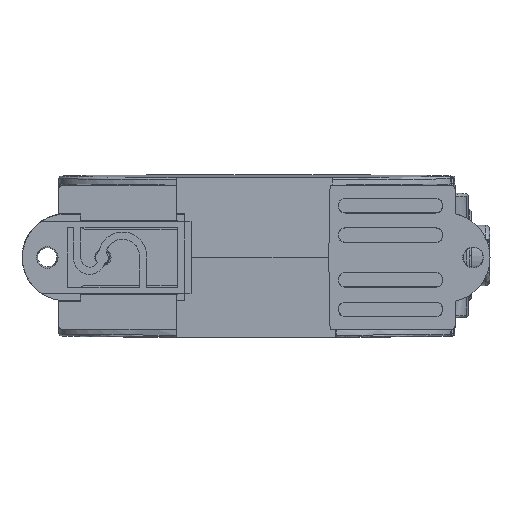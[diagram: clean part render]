
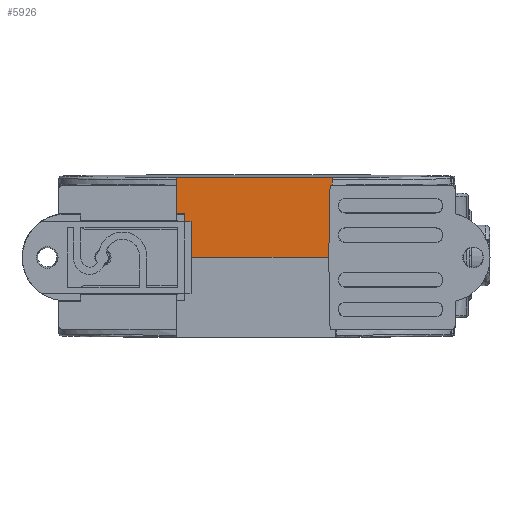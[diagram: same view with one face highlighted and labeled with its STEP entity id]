
A CAD part, front view. The second image highlights one B-rep face of the part: STEP entity #5926.
In plain terms, the highlighted planar face has unit normal (0, -1, 0).
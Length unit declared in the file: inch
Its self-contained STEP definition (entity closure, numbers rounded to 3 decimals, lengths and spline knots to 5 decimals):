
#1160 = CARTESIAN_POINT ( 'NONE',  ( -1.36904, 0.1799, -0.64733 ) ) ;
#2030 = LINE ( 'NONE', #21636, #12303 ) ;
#3218 = DIRECTION ( 'NONE',  ( -0.017, 0., 1. ) ) ;
#4172 = ORIENTED_EDGE ( 'NONE', *, *, #22771, .F. ) ;
#4178 = VERTEX_POINT ( 'NONE', #31901 ) ;
#4507 = ORIENTED_EDGE ( 'NONE', *, *, #35998, .F. ) ;
#5072 = VECTOR ( 'NONE', #9559, 39.37008 ) ;
#5672 = CARTESIAN_POINT ( 'NONE',  ( -1.37322, 0.1799, -0.39809 ) ) ;
#5926 = ADVANCED_FACE ( 'NONE', ( #31324 ), #31506, .F. ) ;
#5933 = CARTESIAN_POINT ( 'NONE',  ( -1.38139, 0.1799, -0.64733 ) ) ;
#7305 = CARTESIAN_POINT ( 'NONE',  ( -1.38139, 0.1799, 0.07008 ) ) ;
#7368 = VERTEX_POINT ( 'NONE', #31779 ) ;
#8546 = DIRECTION ( 'NONE',  ( 0., 1., 0. ) ) ;
#8628 = EDGE_CURVE ( 'NONE', #15692, #30446, #17247, .T. ) ;
#8998 = CARTESIAN_POINT ( 'NONE',  ( 0.04938, 0.1799, 0.07008 ) ) ;
#9559 = DIRECTION ( 'NONE',  ( 0., 0., 1. ) ) ;
#9589 = CARTESIAN_POINT ( 'NONE',  ( -1.38139, 0.1799, -0.64733 ) ) ;
#11589 = CARTESIAN_POINT ( 'NONE',  ( -1.37571, 0.1799, -0.25583 ) ) ;
#12194 = LINE ( 'NONE', #9589, #31827 ) ;
#12303 = VECTOR ( 'NONE', #24976, 39.37008 ) ;
#14325 = DIRECTION ( 'NONE',  ( 0., 0., 1. ) ) ;
#14793 = CARTESIAN_POINT ( 'NONE',  ( -2.43938, 0.1799, 0.07008 ) ) ;
#14863 = AXIS2_PLACEMENT_3D ( 'NONE', #5933, #8546, #14325 ) ;
#15157 = LINE ( 'NONE', #35503, #5072 ) ;
#15692 = VERTEX_POINT ( 'NONE', #7305 ) ;
#16642 = EDGE_CURVE ( 'NONE', #34251, #33134, #12194, .T. ) ;
#17228 = ORIENTED_EDGE ( 'NONE', *, *, #30680, .T. ) ;
#17247 = LINE ( 'NONE', #14793, #20899 ) ;
#17593 = LINE ( 'NONE', #5672, #20424 ) ;
#18513 = LINE ( 'NONE', #32698, #32458 ) ;
#20424 = VECTOR ( 'NONE', #3218, 39.37008 ) ;
#20899 = VECTOR ( 'NONE', #28624, 39.37008 ) ;
#21636 = CARTESIAN_POINT ( 'NONE',  ( -1.36904, 0.1799, -0.63788 ) ) ;
#22771 = EDGE_CURVE ( 'NONE', #7368, #24750, #17593, .T. ) ;
#22872 = ORIENTED_EDGE ( 'NONE', *, *, #27283, .F. ) ;
#23950 = DIRECTION ( 'NONE',  ( -1., 0., 0. ) ) ;
#24750 = VERTEX_POINT ( 'NONE', #11589 ) ;
#24976 = DIRECTION ( 'NONE',  ( -0.017, 0., 1. ) ) ;
#25432 = LINE ( 'NONE', #8998, #26671 ) ;
#25462 = EDGE_LOOP ( 'NONE', ( #4507, #35283, #17228, #4172, #22872, #28288, #29648 ) ) ;
#25618 = CARTESIAN_POINT ( 'NONE',  ( 0.04938, 0.1799, 0.07008 ) ) ;
#26671 = VECTOR ( 'NONE', #28787, 39.37008 ) ;
#26752 = CARTESIAN_POINT ( 'NONE',  ( 0.0375, 0.1799, -0.64733 ) ) ;
#27104 = DIRECTION ( 'NONE',  ( 0.017, 0., -1. ) ) ;
#27283 = EDGE_CURVE ( 'NONE', #4178, #7368, #2030, .T. ) ;
#28288 = ORIENTED_EDGE ( 'NONE', *, *, #31514, .F. ) ;
#28624 = DIRECTION ( 'NONE',  ( 1., 0., 0. ) ) ;
#28787 = DIRECTION ( 'NONE',  ( -0.017, 0., -1. ) ) ;
#29648 = ORIENTED_EDGE ( 'NONE', *, *, #16642, .F. ) ;
#30446 = VERTEX_POINT ( 'NONE', #25618 ) ;
#30680 = EDGE_CURVE ( 'NONE', #15692, #24750, #18513, .T. ) ;
#31324 = FACE_OUTER_BOUND ( 'NONE', #25462, .T. ) ;
#31506 = PLANE ( 'NONE',  #14863 ) ;
#31514 = EDGE_CURVE ( 'NONE', #33134, #4178, #15157, .T. ) ;
#31779 = CARTESIAN_POINT ( 'NONE',  ( -1.37322, 0.1799, -0.39809 ) ) ;
#31827 = VECTOR ( 'NONE', #23950, 39.37008 ) ;
#31901 = CARTESIAN_POINT ( 'NONE',  ( -1.36904, 0.1799, -0.63788 ) ) ;
#32458 = VECTOR ( 'NONE', #27104, 39.37008 ) ;
#32698 = CARTESIAN_POINT ( 'NONE',  ( -1.38139, 0.1799, 0.07008 ) ) ;
#33134 = VERTEX_POINT ( 'NONE', #1160 ) ;
#34251 = VERTEX_POINT ( 'NONE', #26752 ) ;
#35283 = ORIENTED_EDGE ( 'NONE', *, *, #8628, .F. ) ;
#35503 = CARTESIAN_POINT ( 'NONE',  ( -1.36904, 0.1799, -0.64733 ) ) ;
#35998 = EDGE_CURVE ( 'NONE', #30446, #34251, #25432, .T. ) ;
